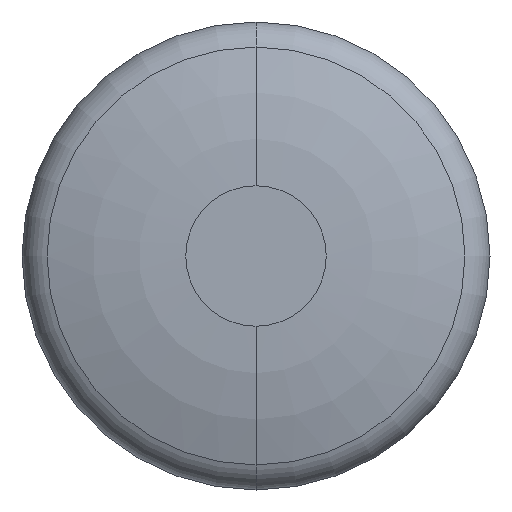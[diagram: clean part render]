
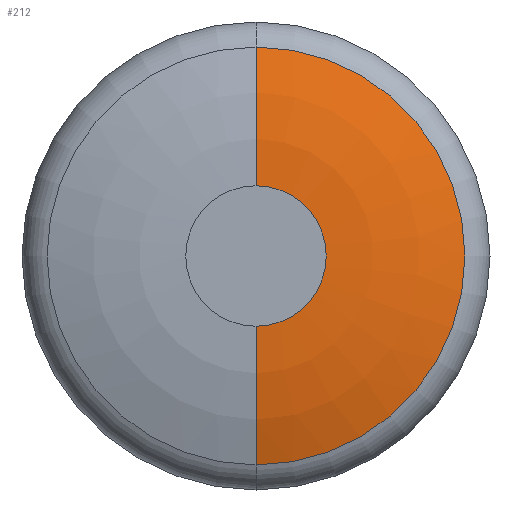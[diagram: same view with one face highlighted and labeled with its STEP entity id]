
A CAD part, front view. The second image highlights one B-rep face of the part: STEP entity #212.
In plain terms, the highlighted toroidal (fillet/blend) face has major radius 0.714 mm and minor radius 4.286 mm.
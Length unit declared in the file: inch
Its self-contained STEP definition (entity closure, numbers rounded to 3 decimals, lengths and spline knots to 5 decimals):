
#19 = CARTESIAN_POINT ( 'NONE',  ( 0., 0.00941, 0. ) ) ;
#21 = CARTESIAN_POINT ( 'NONE',  ( 0., 0., 0. ) ) ;
#22 = DIRECTION ( 'NONE',  ( -1., 0., 0. ) ) ;
#27 = VERTEX_POINT ( 'NONE', #130 ) ;
#39 = CIRCLE ( 'NONE', #244, 0.02812 ) ;
#51 = CARTESIAN_POINT ( 'NONE',  ( 0., 0., 0.02812 ) ) ;
#55 = ORIENTED_EDGE ( 'NONE', *, *, #371, .T. ) ;
#59 = AXIS2_PLACEMENT_3D ( 'NONE', #330, #405, #292 ) ;
#85 = DIRECTION ( 'NONE',  ( 1., 0., 0. ) ) ;
#96 = VERTEX_POINT ( 'NONE', #51 ) ;
#119 = AXIS2_PLACEMENT_3D ( 'NONE', #19, #200, #169 ) ;
#130 = CARTESIAN_POINT ( 'NONE',  ( 0., 0.00941, 0.08369 ) ) ;
#165 = EDGE_LOOP ( 'NONE', ( #55, #412, #430, #436 ) ) ;
#169 = DIRECTION ( 'NONE',  ( 0., 0., -1. ) ) ;
#181 = CIRCLE ( 'NONE', #119, 0.08369 ) ;
#188 = DIRECTION ( 'NONE',  ( 0., 0., -1. ) ) ;
#200 = DIRECTION ( 'NONE',  ( 0., -1., 0. ) ) ;
#212 = ADVANCED_FACE ( 'NONE', ( #402 ), #265, .T. ) ;
#224 = CARTESIAN_POINT ( 'NONE',  ( 0., 0.16875, 0.02812 ) ) ;
#232 = CARTESIAN_POINT ( 'NONE',  ( 0., 0.16875, -0.02812 ) ) ;
#233 = VERTEX_POINT ( 'NONE', #434 ) ;
#241 = EDGE_CURVE ( 'NONE', #233, #96, #39, .T. ) ;
#244 = AXIS2_PLACEMENT_3D ( 'NONE', #21, #481, #322 ) ;
#265 = TOROIDAL_SURFACE ( 'NONE', #59, 0.02812, 0.16875 ) ;
#292 = DIRECTION ( 'NONE',  ( 0., 0., -1. ) ) ;
#322 = DIRECTION ( 'NONE',  ( 0., 0., -1. ) ) ;
#330 = CARTESIAN_POINT ( 'NONE',  ( 0., 0.16875, 0. ) ) ;
#340 = CIRCLE ( 'NONE', #406, 0.16875 ) ;
#343 = EDGE_CURVE ( 'NONE', #442, #233, #340, .T. ) ;
#348 = AXIS2_PLACEMENT_3D ( 'NONE', #224, #85, #188 ) ;
#371 = EDGE_CURVE ( 'NONE', #442, #27, #181, .T. ) ;
#373 = CIRCLE ( 'NONE', #348, 0.16875 ) ;
#402 = FACE_OUTER_BOUND ( 'NONE', #165, .T. ) ;
#405 = DIRECTION ( 'NONE',  ( 0., -1., 0. ) ) ;
#406 = AXIS2_PLACEMENT_3D ( 'NONE', #232, #22, #435 ) ;
#411 = EDGE_CURVE ( 'NONE', #27, #96, #373, .T. ) ;
#412 = ORIENTED_EDGE ( 'NONE', *, *, #411, .T. ) ;
#430 = ORIENTED_EDGE ( 'NONE', *, *, #241, .F. ) ;
#433 = CARTESIAN_POINT ( 'NONE',  ( 0., 0.00941, -0.08369 ) ) ;
#434 = CARTESIAN_POINT ( 'NONE',  ( 0., 0., -0.02812 ) ) ;
#435 = DIRECTION ( 'NONE',  ( 0., 0., 1. ) ) ;
#436 = ORIENTED_EDGE ( 'NONE', *, *, #343, .F. ) ;
#442 = VERTEX_POINT ( 'NONE', #433 ) ;
#481 = DIRECTION ( 'NONE',  ( 0., -1., 0. ) ) ;
